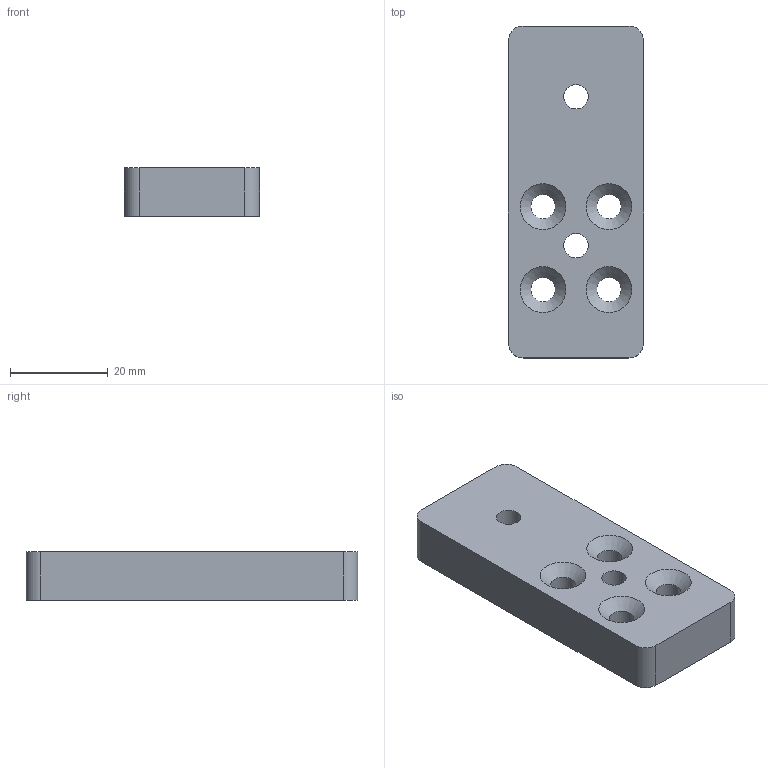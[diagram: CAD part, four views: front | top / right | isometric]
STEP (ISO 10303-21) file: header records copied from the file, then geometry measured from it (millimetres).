
FILE_DESCRIPTION (( 'STEP AP214' ), '1' );
FILE_NAME ('PM.426.A.STEP', '2023-03-03T10:27:57', ( '' ), ( '' ), 'SwSTEP 2.0', 'SolidWorks 2022', '' );
FILE_SCHEMA (( 'AUTOMOTIVE_DESIGN' ));
Length unit declared in the file: millimetre
Products named in the file (1): PM.426.A
Bounding box: 27.66 x 68 x 10 mm (x, y, z)
Volume: 17356.8 mm3; surface area: 6259.1 mm2
Topology: 1 solids, 1 shells, 20 faces, 52 edges, 34 vertices
Faces by surface type: cylinder 10, plane 6, cone 4
Full cylindrical faces by diameter (mm): 5 x6
Entity records: 636 total; most frequent: DIRECTION 106, CARTESIAN_POINT 93, ORIENTED_EDGE 80, AXIS2_PLACEMENT_3D 45, EDGE_LOOP 42, EDGE_CURVE 40, VERTEX_POINT 32, FACE_OUTER_BOUND 26
